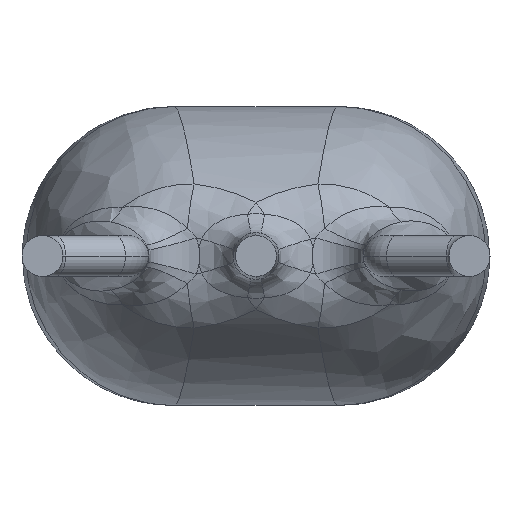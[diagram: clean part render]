
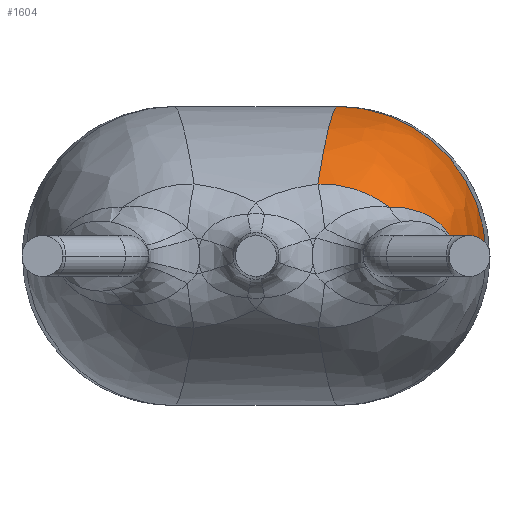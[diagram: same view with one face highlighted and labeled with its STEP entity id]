
A CAD part, front view. The second image highlights one B-rep face of the part: STEP entity #1604.
In plain terms, the highlighted free-form (B-spline) face has degree [3, 2] with [6, 3] control points.
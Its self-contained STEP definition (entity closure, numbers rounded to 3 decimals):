
#9 = CARTESIAN_POINT ( 'NONE',  ( 2.664, 4.535, 0. ) ) ;
#46 = CARTESIAN_POINT ( 'NONE',  ( 0.951, 5., 0. ) ) ;
#57 = CARTESIAN_POINT ( 'NONE',  ( 0.725, 2.518, 0.843 ) ) ;
#88 = CARTESIAN_POINT ( 'NONE',  ( 0.894, 4.103, 1.671 ) ) ;
#181 = B_SPLINE_CURVE_WITH_KNOTS ( 'NONE', 3,
 ( #437, #3003, #3631, #758, #3922, #88, #1103, #774 ),
 .UNSPECIFIED., .F., .F.,
 ( 4, 2, 2, 4 ),
 ( 0., 0.001, 0.002, 0.003 ),
 .UNSPECIFIED. ) ;
#191 = CARTESIAN_POINT ( 'NONE',  ( 2.478, 3.454, -0.341 ) ) ;
#374 = FACE_OUTER_BOUND ( 'NONE', #3541, .T. ) ;
#395 = CARTESIAN_POINT ( 'NONE',  ( 2.282, 3.131, 0.173 ) ) ;
#437 = CARTESIAN_POINT ( 'NONE',  ( 0.725, 2.518, 0.843 ) ) ;
#494 = CARTESIAN_POINT ( 'NONE',  ( 2.203, 2.298, 0.656 ) ) ;
#587 = CARTESIAN_POINT ( 'NONE',  ( 1.565, 2.541, 0.572 ) ) ;
#630 = CARTESIAN_POINT ( 'NONE',  ( 2.693, 4.829, 0. ) ) ;
#647 = CARTESIAN_POINT ( 'NONE',  ( 0.926, 4.541, 1.75 ) ) ;
#688 = CARTESIAN_POINT ( 'NONE',  ( 1.565, 2.541, 0.572 ) ) ;
#702 = CARTESIAN_POINT ( 'NONE',  ( 0.876, 2.523, 0.848 ) ) ;
#724 = ORIENTED_EDGE ( 'NONE', *, *, #4109, .T. ) ;
#758 = CARTESIAN_POINT ( 'NONE',  ( 0.813, 3.262, 1.343 ) ) ;
#774 = CARTESIAN_POINT ( 'NONE',  ( 0.951, 5., 1.75 ) ) ;
#834 = CARTESIAN_POINT ( 'NONE',  ( 0.723, 2.502, 0.829 ) ) ;
#866 = CARTESIAN_POINT ( 'NONE',  ( 2.27, 3.142, 0.218 ) ) ;
#870 = CIRCLE ( 'NONE', #2827, 1.75 ) ;
#909 = CARTESIAN_POINT ( 'NONE',  ( 1.856, 2.781, 0.553 ) ) ;
#914 = CARTESIAN_POINT ( 'NONE',  ( 2.284, 3.106, 0.131 ) ) ;
#961 = CARTESIAN_POINT ( 'NONE',  ( 2.504, 3.687, 0.066 ) ) ;
#979 = EDGE_CURVE ( 'NONE', #2901, #3649, #2533, .T. ) ;
#993 = CARTESIAN_POINT ( 'NONE',  ( 2.284, 3.12, 0.151 ) ) ;
#1103 = CARTESIAN_POINT ( 'NONE',  ( 0.927, 4.545, 1.75 ) ) ;
#1163 = CARTESIAN_POINT ( 'NONE',  ( 2.624, 4.248, -0.044 ) ) ;
#1234 = CARTESIAN_POINT ( 'NONE',  ( 2.054, 2.959, 0.455 ) ) ;
#1297 = CARTESIAN_POINT ( 'NONE',  ( 2.413, 3.399, 0.097 ) ) ;
#1328 = ORIENTED_EDGE ( 'NONE', *, *, #979, .T. ) ;
#1362 = CARTESIAN_POINT ( 'NONE',  ( 1.311, 2.533, 0.732 ) ) ;
#1506 = CARTESIAN_POINT ( 'NONE',  ( 2.425, 3.232, -0.502 ) ) ;
#1541 = VERTEX_POINT ( 'NONE', #1991 ) ;
#1553 = CARTESIAN_POINT ( 'NONE',  ( 2.2, 3.099, 0.334 ) ) ;
#1604 = ADVANCED_FACE ( 'NONE', ( #374 ), #2616, .T. ) ;
#1806 = CARTESIAN_POINT ( 'NONE',  ( 0.813, 3.237, 1.353 ) ) ;
#1821 = CARTESIAN_POINT ( 'NONE',  ( 2.53, 3.702, -0.217 ) ) ;
#1848 = CARTESIAN_POINT ( 'NONE',  ( 2.284, 3.106, 0.131 ) ) ;
#1878 = CARTESIAN_POINT ( 'NONE',  ( 1.712, 2.661, 0.58 ) ) ;
#1914 = CARTESIAN_POINT ( 'NONE',  ( 2.355, 3.25, 0.114 ) ) ;
#1934 = CARTESIAN_POINT ( 'NONE',  ( 2.644, 4.331, 1.73 ) ) ;
#1991 = CARTESIAN_POINT ( 'NONE',  ( 0.951, 5., 1.75 ) ) ;
#2009 = ORIENTED_EDGE ( 'NONE', *, *, #2331, .T. ) ;
#2201 = ORIENTED_EDGE ( 'NONE', *, *, #3700, .F. ) ;
#2277 = CARTESIAN_POINT ( 'NONE',  ( 0.893, 4.092, 1.669 ) ) ;
#2331 = EDGE_CURVE ( 'NONE', #3649, #3524, #3913, .T. ) ;
#2480 = EDGE_CURVE ( 'NONE', #2901, #1541, #181, .T. ) ;
#2525 = CARTESIAN_POINT ( 'NONE',  ( 2.623, 4.262, 0.017 ) ) ;
#2528 = CARTESIAN_POINT ( 'NONE',  ( 2.693, 4.829, 0. ) ) ;
#2533 = B_SPLINE_CURVE_WITH_KNOTS ( 'NONE', 3,
 ( #57, #702, #2929, #1362, #2593, #2920 ),
 .UNSPECIFIED., .F., .F.,
 ( 4, 2, 4 ),
 ( 0., 0., 0.001 ),
 .UNSPECIFIED. ) ;
#2593 = CARTESIAN_POINT ( 'NONE',  ( 1.445, 2.536, 0.661 ) ) ;
#2616 =( BOUNDED_SURFACE ( )  B_SPLINE_SURFACE ( 3, 2, ( 
 ( #3195, #4118, #2528 ),
 ( #647, #1934, #9 ),
 ( #2277, #3316, #1163 ),
 ( #1806, #3079, #1821 ),
 ( #2758, #2698, #191 ),
 ( #834, #494, #1506 ) ),
 .UNSPECIFIED., .F., .F., .F. ) 
 B_SPLINE_SURFACE_WITH_KNOTS ( ( 4, 2, 4 ),
 ( 3, 3 ),
 ( 0.007, 0.008, 0.008 ),
 ( 0., 1. ),
 .UNSPECIFIED. ) 
 GEOMETRIC_REPRESENTATION_ITEM ( )  RATIONAL_B_SPLINE_SURFACE ( (
 ( 1., 0.707, 1.),
 ( 1., 0.711, 1.),
 ( 1., 0.718, 1.),
 ( 1., 0.737, 1.),
 ( 1., 0.747, 1.),
 ( 1., 0.758, 1.) ) ) 
 REPRESENTATION_ITEM ( '' )  SURFACE ( )  );
#2698 = CARTESIAN_POINT ( 'NONE',  ( 2.299, 2.619, 0.972 ) ) ;
#2758 = CARTESIAN_POINT ( 'NONE',  ( 0.768, 2.849, 1.126 ) ) ;
#2777 = VERTEX_POINT ( 'NONE', #3310 ) ;
#2827 = AXIS2_PLACEMENT_3D ( 'NONE', #46, #3509, #3181 ) ;
#2901 = VERTEX_POINT ( 'NONE', #4061 ) ;
#2920 = CARTESIAN_POINT ( 'NONE',  ( 1.565, 2.541, 0.572 ) ) ;
#2929 = CARTESIAN_POINT ( 'NONE',  ( 1.026, 2.527, 0.826 ) ) ;
#2939 = B_SPLINE_CURVE_WITH_KNOTS ( 'NONE', 3,
 ( #914, #1914, #1297, #961, #3462, #4107, #2525, #3178, #3768, #630 ),
 .UNSPECIFIED., .F., .F.,
 ( 4, 2, 2, 2, 4 ),
 ( 0.378, 0.534, 0.689, 0.845, 1. ),
 .UNSPECIFIED. ) ;
#3003 = CARTESIAN_POINT ( 'NONE',  ( 0.747, 2.691, 0.989 ) ) ;
#3079 = CARTESIAN_POINT ( 'NONE',  ( 2.395, 2.991, 1.229 ) ) ;
#3178 = CARTESIAN_POINT ( 'NONE',  ( 2.662, 4.547, 0.004 ) ) ;
#3181 = DIRECTION ( 'NONE',  ( -0.995, 0.098, 0. ) ) ;
#3195 = CARTESIAN_POINT ( 'NONE',  ( 0.951, 5., 1.75 ) ) ;
#3310 = CARTESIAN_POINT ( 'NONE',  ( 2.693, 4.829, 0. ) ) ;
#3316 = CARTESIAN_POINT ( 'NONE',  ( 2.571, 3.857, 1.616 ) ) ;
#3433 = CARTESIAN_POINT ( 'NONE',  ( 2.115, 3.019, 0.416 ) ) ;
#3451 = ORIENTED_EDGE ( 'NONE', *, *, #2480, .F. ) ;
#3462 = CARTESIAN_POINT ( 'NONE',  ( 2.541, 3.835, 0.052 ) ) ;
#3509 = DIRECTION ( 'NONE',  ( 0.098, 0.995, 0. ) ) ;
#3524 = VERTEX_POINT ( 'NONE', #1848 ) ;
#3541 = EDGE_LOOP ( 'NONE', ( #1328, #2009, #724, #2201, #3451 ) ) ;
#3631 = CARTESIAN_POINT ( 'NONE',  ( 0.77, 2.876, 1.119 ) ) ;
#3649 = VERTEX_POINT ( 'NONE', #688 ) ;
#3700 = EDGE_CURVE ( 'NONE', #1541, #2777, #870, .T. ) ;
#3752 = CARTESIAN_POINT ( 'NONE',  ( 2.228, 3.125, 0.302 ) ) ;
#3768 = CARTESIAN_POINT ( 'NONE',  ( 2.679, 4.687, 0. ) ) ;
#3913 = B_SPLINE_CURVE_WITH_KNOTS ( 'NONE', 3,
 ( #587, #1878, #909, #1234, #3433, #1553, #3752, #4074, #866, #395, #993, #3976 ),
 .UNSPECIFIED., .F., .F.,
 ( 4, 2, 2, 2, 2, 4 ),
 ( 0., 0.001, 0.001, 0.001, 0.001, 0.001 ),
 .UNSPECIFIED. ) ;
#3922 = CARTESIAN_POINT ( 'NONE',  ( 0.834, 3.465, 1.438 ) ) ;
#3976 = CARTESIAN_POINT ( 'NONE',  ( 2.284, 3.106, 0.131 ) ) ;
#4061 = CARTESIAN_POINT ( 'NONE',  ( 0.725, 2.518, 0.843 ) ) ;
#4074 = CARTESIAN_POINT ( 'NONE',  ( 2.261, 3.141, 0.241 ) ) ;
#4107 = CARTESIAN_POINT ( 'NONE',  ( 2.6, 4.123, 0.027 ) ) ;
#4109 = EDGE_CURVE ( 'NONE', #3524, #2777, #2939, .T. ) ;
#4118 = CARTESIAN_POINT ( 'NONE',  ( 2.693, 4.829, 1.75 ) ) ;
